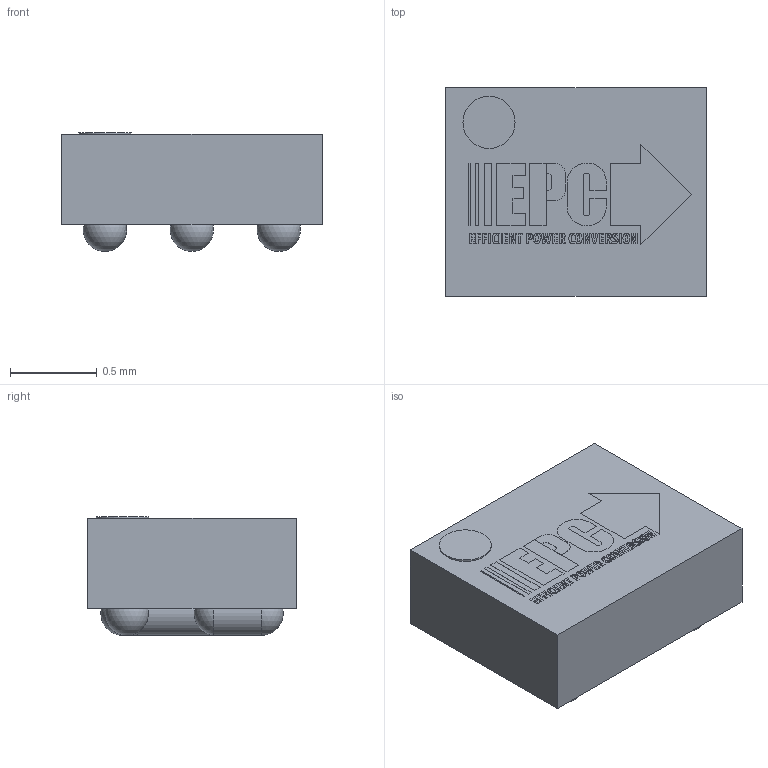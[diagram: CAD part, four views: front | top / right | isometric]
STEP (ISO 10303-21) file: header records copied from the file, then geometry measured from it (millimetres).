
FILE_DESCRIPTION(('FreeCAD Model'),'2;1');
FILE_NAME('Open CASCADE Shape Model','2024-06-21T10:27:32',(''),(''), 'Open CASCADE STEP processor 7.6','FreeCAD','Unknown');
FILE_SCHEMA(('AUTOMOTIVE_DESIGN { 1 0 10303 214 1 1 1 1 }'));
Length unit declared in the file: millimetre
Products named in the file (54): PCB; Designator100; 3D_EPClogo1_25mm008; 3D_EPClogo1_25mm; 3D_EPClogo1_25mm001; 3D_EPClogo1_25mm002; 3D_EPClogo1_25mm003; 3D_EPClogo1_25mm004; 3D_EPClogo1_25mm005; 3D_EPClogo1_25mm006; 3D_EPClogo1_25mm007; 3D_EPClogo1_25mm033; 3D_EPClogo1_25mm009; 3D_EPClogo1_25mm010; 3D_EPClogo1_25mm011; 3D_EPClogo1_25mm012; 3D_EPClogo1_25mm013; 3D_EPClogo1_25mm014; 3D_EPClogo1_25mm015; 3D_EPClogo1_25mm016; 3D_EPClogo1_25mm017; 3D_EPClogo1_25mm018; 3D_EPClogo1_25mm019; 3D_EPClogo1_25mm020; 3D_EPClogo1_25mm021; 3D_EPClogo1_25mm022; 3D_EPClogo1_25mm023; 3D_EPClogo1_25mm024; 3D_EPClogo1_25mm025; 3D_EPClogo1_25mm026; 3D_EPClogo1_25mm027; 3D_EPClogo1_25mm028; 3D_EPClogo1_25mm029; 3D_EPClogo1_25mm030; 3D_EPClogo1_25mm031; 3D_EPClogo1_25mm032; 6230065376; Cylinder; 6286524016; Sphere ...
Assembly tree (59 placements, depth 4):
  PCB
    Designator100
      3D_EPClogo1_25mm008
        3D_EPClogo1_25mm
        3D_EPClogo1_25mm001
        3D_EPClogo1_25mm002
        3D_EPClogo1_25mm003
        3D_EPClogo1_25mm004
        3D_EPClogo1_25mm005
        3D_EPClogo1_25mm006
        3D_EPClogo1_25mm007
      3D_EPClogo1_25mm033
        3D_EPClogo1_25mm009
        3D_EPClogo1_25mm010
        3D_EPClogo1_25mm011
        3D_EPClogo1_25mm012
        3D_EPClogo1_25mm013
        3D_EPClogo1_25mm014
        3D_EPClogo1_25mm015
        3D_EPClogo1_25mm016
        3D_EPClogo1_25mm017
        3D_EPClogo1_25mm018
        3D_EPClogo1_25mm019
        3D_EPClogo1_25mm020
        3D_EPClogo1_25mm021
        3D_EPClogo1_25mm022
        3D_EPClogo1_25mm023
        3D_EPClogo1_25mm024
        3D_EPClogo1_25mm025
        3D_EPClogo1_25mm026
        3D_EPClogo1_25mm027
        3D_EPClogo1_25mm028
        3D_EPClogo1_25mm029
        3D_EPClogo1_25mm030
        3D_EPClogo1_25mm031
        3D_EPClogo1_25mm032
      6230065376
        Cylinder
      6286524016
        Sphere
      6286524016001
        Sphere
      6286524016002
        Sphere
      6286524016003
        Sphere
      6286523216
        Cylinder001
      6286522656
        Cylinder002
      6286524016004
        Sphere
      6286524016005
        Sphere
      6286522096
        Cylinder003
      6286524016006
        Sphere
      6286521296
        Extruded
Bounding box: 1.5 x 1.2 x 0.68 mm (x, y, z)
Volume: 1.1 mm3; surface area: 10 mm2
Topology: 39 solids, 44 shells, 380 faces, 1060 edges, 749 vertices
Faces by surface type: plane 260, extrusion 104, sphere 7, bspline 5, cylinder 4
Full cylindrical faces by diameter (mm): 0.25 x3, 0.3 x1
Entity records: 13780 total; most frequent: CARTESIAN_POINT 3220, ORIENTED_EDGE 1951, DIRECTION 1593, EDGE_CURVE 1039, VECTOR 927, LINE 823, VERTEX_POINT 736, FACE_BOUND 386
